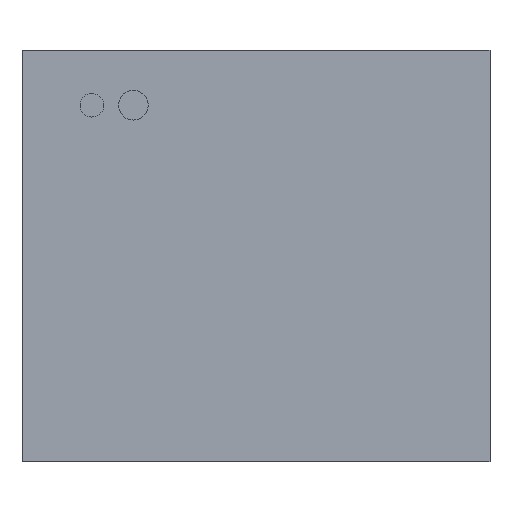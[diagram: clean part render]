
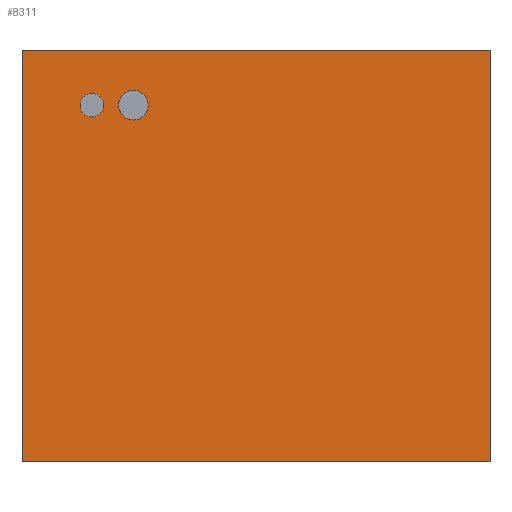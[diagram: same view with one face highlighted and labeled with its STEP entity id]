
A CAD part, front view. The second image highlights one B-rep face of the part: STEP entity #8311.
In plain terms, the highlighted planar face has unit normal (0, -1, 0).
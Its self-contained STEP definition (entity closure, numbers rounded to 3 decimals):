
#102=FACE_BOUND('',#1047,.T.);
#103=FACE_BOUND('',#1048,.T.);
#125=PLANE('',#8879);
#547=FACE_OUTER_BOUND('',#1046,.T.);
#1046=EDGE_LOOP('',(#5861,#5862,#5863,#5864));
#1047=EDGE_LOOP('',(#5865));
#1048=EDGE_LOOP('',(#5866));
#1560=LINE('',#11928,#2610);
#1562=LINE('',#11932,#2612);
#1564=LINE('',#11936,#2614);
#1566=LINE('',#11939,#2616);
#2610=VECTOR('',#9566,10.);
#2612=VECTOR('',#9570,10.);
#2614=VECTOR('',#9574,10.);
#2616=VECTOR('',#9578,10.);
#3642=CIRCLE('',#8863,20.);
#3644=CIRCLE('',#8867,25.);
#3798=VERTEX_POINT('',#11879);
#3800=VERTEX_POINT('',#11886);
#3813=VERTEX_POINT('',#11925);
#3814=VERTEX_POINT('',#11927);
#3815=VERTEX_POINT('',#11931);
#3816=VERTEX_POINT('',#11935);
#4603=EDGE_CURVE('',#3798,#3798,#3642,.T.);
#4606=EDGE_CURVE('',#3800,#3800,#3644,.T.);
#4624=EDGE_CURVE('',#3814,#3813,#1560,.T.);
#4626=EDGE_CURVE('',#3815,#3814,#1562,.T.);
#4628=EDGE_CURVE('',#3816,#3815,#1564,.T.);
#4630=EDGE_CURVE('',#3813,#3816,#1566,.T.);
#5861=ORIENTED_EDGE('',*,*,#4630,.T.);
#5862=ORIENTED_EDGE('',*,*,#4628,.T.);
#5863=ORIENTED_EDGE('',*,*,#4626,.T.);
#5864=ORIENTED_EDGE('',*,*,#4624,.T.);
#5865=ORIENTED_EDGE('',*,*,#4603,.T.);
#5866=ORIENTED_EDGE('',*,*,#4606,.T.);
#8311=ADVANCED_FACE('',(#547,#102,#103),#125,.T.);
#8863=AXIS2_PLACEMENT_3D('',#11881,#9522,#9523);
#8867=AXIS2_PLACEMENT_3D('',#11888,#9531,#9532);
#8879=AXIS2_PLACEMENT_3D('',#11940,#9579,#9580);
#9522=DIRECTION('center_axis',(0.,1.,0.));
#9523=DIRECTION('ref_axis',(1.,0.,0.));
#9531=DIRECTION('center_axis',(0.,1.,0.));
#9532=DIRECTION('ref_axis',(1.,0.,0.));
#9566=DIRECTION('',(1.,0.,0.));
#9570=DIRECTION('',(0.,0.,-1.));
#9574=DIRECTION('',(-1.,0.,0.));
#9578=DIRECTION('',(0.,0.,1.));
#9579=DIRECTION('center_axis',(0.,-1.,0.));
#9580=DIRECTION('ref_axis',(0.,0.,-1.));
#11879=CARTESIAN_POINT('',(-297.,-370.,254.5));
#11881=CARTESIAN_POINT('Origin',(-277.,-370.,254.5));
#11886=CARTESIAN_POINT('',(-232.,-370.,254.5));
#11888=CARTESIAN_POINT('Origin',(-207.,-370.,254.5));
#11925=CARTESIAN_POINT('',(395.,-370.,-347.5));
#11927=CARTESIAN_POINT('',(-395.,-370.,-347.5));
#11928=CARTESIAN_POINT('',(395.,-370.,-347.5));
#11931=CARTESIAN_POINT('',(-395.,-370.,347.5));
#11932=CARTESIAN_POINT('',(-395.,-370.,-347.5));
#11935=CARTESIAN_POINT('',(395.,-370.,347.5));
#11936=CARTESIAN_POINT('',(-395.,-370.,347.5));
#11939=CARTESIAN_POINT('',(395.,-370.,347.5));
#11940=CARTESIAN_POINT('Origin',(0.,-370.,0.));
